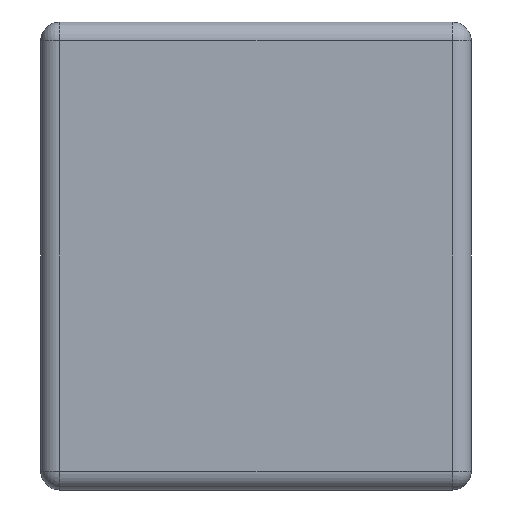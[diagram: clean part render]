
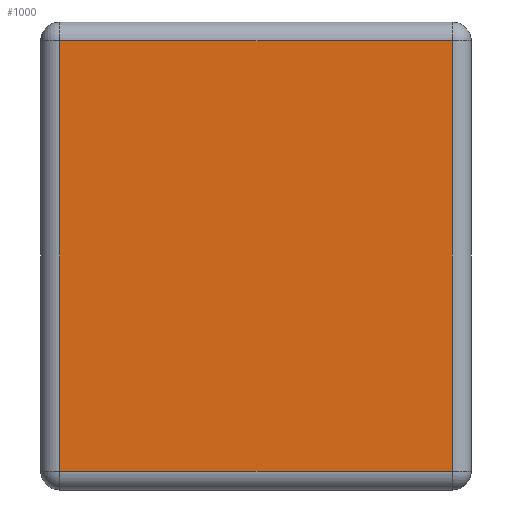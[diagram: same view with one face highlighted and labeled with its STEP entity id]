
A CAD part, left-side view. The second image highlights one B-rep face of the part: STEP entity #1000.
In plain terms, the highlighted planar face has unit normal (-1, 0, 0).
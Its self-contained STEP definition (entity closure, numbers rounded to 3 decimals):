
#27 = CARTESIAN_POINT ( 'NONE',  ( -1.005, 1.15, -0.575 ) ) ;
#28 = CARTESIAN_POINT ( 'NONE',  ( -1.005, 1.1, 0.575 ) ) ;
#123 = CARTESIAN_POINT ( 'NONE',  ( -1.005, 1.15, -0.625 ) ) ;
#163 = EDGE_CURVE ( 'NONE', #1240, #566, #275, .T. ) ;
#192 = ORIENTED_EDGE ( 'NONE', *, *, #553, .T. ) ;
#228 = DIRECTION ( 'NONE',  ( 0., 1., 0. ) ) ;
#232 = DIRECTION ( 'NONE',  ( 0., 0., -1. ) ) ;
#243 = ORIENTED_EDGE ( 'NONE', *, *, #569, .T. ) ;
#264 = CARTESIAN_POINT ( 'NONE',  ( -1.005, 0.05, -0.575 ) ) ;
#266 = ORIENTED_EDGE ( 'NONE', *, *, #163, .T. ) ;
#275 = LINE ( 'NONE', #361, #1075 ) ;
#325 = LINE ( 'NONE', #27, #649 ) ;
#345 = VECTOR ( 'NONE', #426, 1000. ) ;
#361 = CARTESIAN_POINT ( 'NONE',  ( -1.005, 1.15, 0.575 ) ) ;
#426 = DIRECTION ( 'NONE',  ( 0., 0., 1. ) ) ;
#511 = PLANE ( 'NONE',  #814 ) ;
#553 = EDGE_CURVE ( 'NONE', #566, #774, #852, .T. ) ;
#563 = VECTOR ( 'NONE', #232, 1000. ) ;
#566 = VERTEX_POINT ( 'NONE', #28 ) ;
#569 = EDGE_CURVE ( 'NONE', #691, #1240, #806, .T. ) ;
#620 = CARTESIAN_POINT ( 'NONE',  ( -1.005, 0.05, -0.625 ) ) ;
#630 = DIRECTION ( 'NONE',  ( 0., -1., 0. ) ) ;
#649 = VECTOR ( 'NONE', #630, 1000. ) ;
#691 = VERTEX_POINT ( 'NONE', #264 ) ;
#728 = DIRECTION ( 'NONE',  ( 1., 0., 0. ) ) ;
#774 = VERTEX_POINT ( 'NONE', #964 ) ;
#806 = LINE ( 'NONE', #620, #345 ) ;
#814 = AXIS2_PLACEMENT_3D ( 'NONE', #123, #728, #922 ) ;
#852 = LINE ( 'NONE', #937, #563 ) ;
#905 = ORIENTED_EDGE ( 'NONE', *, *, #1151, .T. ) ;
#922 = DIRECTION ( 'NONE',  ( 0., 0., -1. ) ) ;
#937 = CARTESIAN_POINT ( 'NONE',  ( -1.005, 1.1, -0.625 ) ) ;
#956 = CARTESIAN_POINT ( 'NONE',  ( -1.005, 0.05, 0.575 ) ) ;
#964 = CARTESIAN_POINT ( 'NONE',  ( -1.005, 1.1, -0.575 ) ) ;
#1000 = ADVANCED_FACE ( 'NONE', ( #1065 ), #511, .F. ) ;
#1065 = FACE_OUTER_BOUND ( 'NONE', #1112, .T. ) ;
#1075 = VECTOR ( 'NONE', #228, 1000. ) ;
#1112 = EDGE_LOOP ( 'NONE', ( #192, #905, #243, #266 ) ) ;
#1151 = EDGE_CURVE ( 'NONE', #774, #691, #325, .T. ) ;
#1240 = VERTEX_POINT ( 'NONE', #956 ) ;
